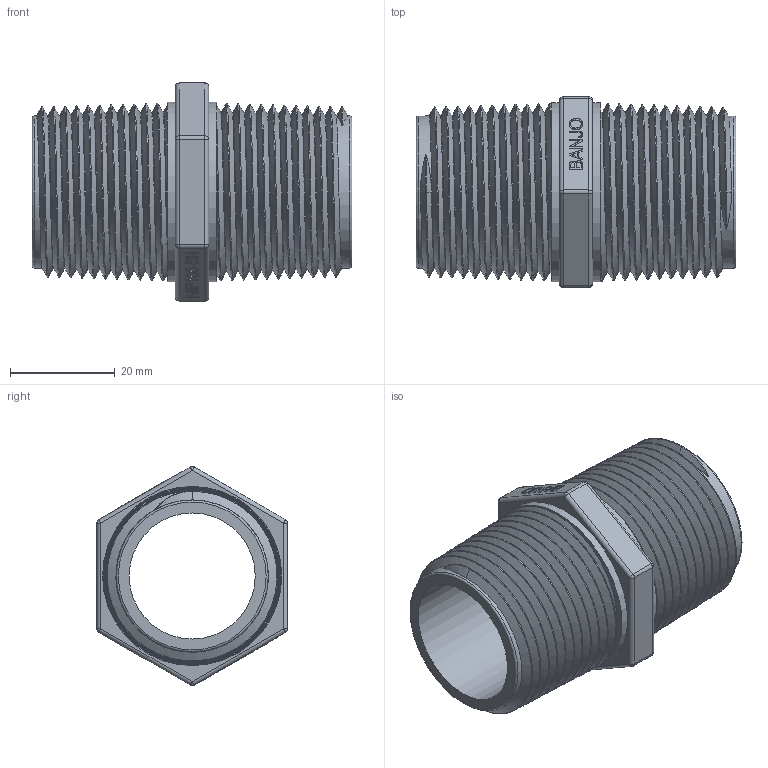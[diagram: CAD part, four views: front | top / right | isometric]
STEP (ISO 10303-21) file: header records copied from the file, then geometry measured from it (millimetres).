
FILE_DESCRIPTION(/* description */ ('1" X SHORT POLY NIPPLE'),/* implementation_level */ '2;1');
FILE_NAME(/* name */ 'NIP100-SH.stp',/* time_stamp */ '2022-08-30T11:12:19-04:00',/* author */ ('DLC'),/* organization */ (''),/* preprocessor_version */ 'ST-DEVELOPER v18.1',/* originating_system */ 'Autodesk Inventor 2022',/* authorisation */ '');
FILE_SCHEMA (('AUTOMOTIVE_DESIGN { 1 0 10303 214 3 1 1 }'));
Length unit declared in the file: inch
Products named in the file (2): NIP100-SH; NIP100-SHU
Assembly tree (1 placements, depth 2):
  NIP100-SH
    NIP100-SHU
Bounding box: 61.21 x 36.59 x 41.93 mm (x, y, z)
Volume: 22397.8 mm3; surface area: 16014 mm2
Topology: 1 solids, 1 shells, 267 faces, 683 edges, 440 vertices
Faces by surface type: plane 124, bspline 79, cone 27, cylinder 21, sphere 12, torus 4
Full cylindrical faces by diameter (mm): 24.13 x1, 34.29 x2
Entity records: 19021 total; most frequent: CARTESIAN_POINT 13088, ORIENTED_EDGE 1358, DIRECTION 911, EDGE_CURVE 679, VERTEX_POINT 440, LINE 409, VECTOR 409, EDGE_LOOP 295
